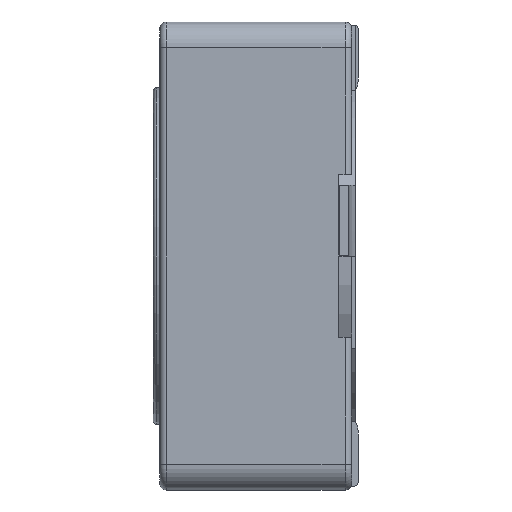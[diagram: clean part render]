
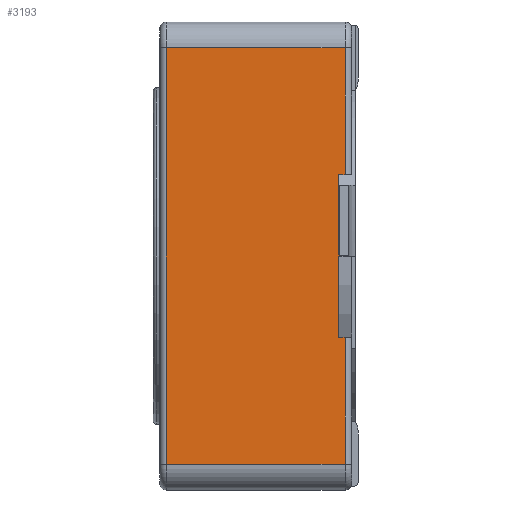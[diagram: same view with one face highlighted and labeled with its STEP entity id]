
A CAD part, left-side view. The second image highlights one B-rep face of the part: STEP entity #3193.
In plain terms, the highlighted planar face has unit normal (-1, 0, 0).
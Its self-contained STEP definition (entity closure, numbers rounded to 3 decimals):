
#105=PLANE($,#3407);
#186=FACE_OUTER_BOUND($,#378,.T.);
#378=EDGE_LOOP($,(#2021,#2022,#2023,#2024,#2025,#2026,#2027,#2028));
#576=LINE($,#4805,#831);
#577=LINE($,#4808,#832);
#578=LINE($,#4810,#833);
#579=LINE($,#4812,#834);
#580=LINE($,#4814,#835);
#581=LINE($,#4816,#836);
#582=LINE($,#4818,#837);
#583=LINE($,#4819,#838);
#831=VECTOR($,#3810,1.98);
#832=VECTOR($,#3813,2.79);
#833=VECTOR($,#3814,6.5);
#834=VECTOR($,#3815,2.79);
#835=VECTOR($,#3816,1.98);
#836=VECTOR($,#3817,0.1);
#837=VECTOR($,#3818,2.54);
#838=VECTOR($,#3819,0.1);
#1253=VERTEX_POINT($,#4795);
#1255=VERTEX_POINT($,#4801);
#1257=VERTEX_POINT($,#4807);
#1258=VERTEX_POINT($,#4809);
#1259=VERTEX_POINT($,#4811);
#1260=VERTEX_POINT($,#4813);
#1261=VERTEX_POINT($,#4815);
#1262=VERTEX_POINT($,#4817);
#1543=EDGE_CURVE($,#1253,#1255,#576,.T.);
#1544=EDGE_CURVE($,#1253,#1257,#577,.T.);
#1545=EDGE_CURVE($,#1258,#1257,#578,.T.);
#1546=EDGE_CURVE($,#1259,#1258,#579,.T.);
#1547=EDGE_CURVE($,#1260,#1259,#580,.T.);
#1548=EDGE_CURVE($,#1260,#1261,#581,.T.);
#1549=EDGE_CURVE($,#1261,#1262,#582,.T.);
#1550=EDGE_CURVE($,#1262,#1255,#583,.T.);
#2021=ORIENTED_EDGE($,*,*,#1543,.F.);
#2022=ORIENTED_EDGE($,*,*,#1544,.T.);
#2023=ORIENTED_EDGE($,*,*,#1545,.F.);
#2024=ORIENTED_EDGE($,*,*,#1546,.F.);
#2025=ORIENTED_EDGE($,*,*,#1547,.F.);
#2026=ORIENTED_EDGE($,*,*,#1548,.T.);
#2027=ORIENTED_EDGE($,*,*,#1549,.T.);
#2028=ORIENTED_EDGE($,*,*,#1550,.T.);
#3193=ADVANCED_FACE($,(#186),#105,.T.);
#3407=AXIS2_PLACEMENT_3D($,#4806,#3811,#3812);
#3810=DIRECTION($,(0.,0.,-1.));
#3811=DIRECTION('center_axis',(-1.,0.,0.));
#3812=DIRECTION('ref_axis',(0.,0.,1.));
#3813=DIRECTION($,(0.,1.,0.));
#3814=DIRECTION($,(0.,0.,1.));
#3815=DIRECTION($,(0.,1.,0.));
#3816=DIRECTION($,(0.,0.,-1.));
#3817=DIRECTION($,(0.,1.,0.));
#3818=DIRECTION($,(0.,0.,1.));
#3819=DIRECTION($,(0.,-1.,0.));
#4795=CARTESIAN_POINT('',(-3.65,0.1,3.25));
#4801=CARTESIAN_POINT('',(-3.65,0.1,1.27));
#4805=CARTESIAN_POINT($,(-3.65,0.1,-1.625));
#4806=CARTESIAN_POINT('Origin',(-3.65,0.,-3.25));
#4807=CARTESIAN_POINT('',(-3.65,2.89,3.25));
#4808=CARTESIAN_POINT($,(-3.65,0.,3.25));
#4809=CARTESIAN_POINT('',(-3.65,2.89,-3.25));
#4810=CARTESIAN_POINT($,(-3.65,2.89,-1.625));
#4811=CARTESIAN_POINT('',(-3.65,0.1,-3.25));
#4812=CARTESIAN_POINT($,(-3.65,0.,-3.25));
#4813=CARTESIAN_POINT('',(-3.65,0.1,-1.27));
#4814=CARTESIAN_POINT($,(-3.65,0.1,-1.625));
#4815=CARTESIAN_POINT('',(-3.65,0.2,-1.27));
#4816=CARTESIAN_POINT($,(-3.65,0.,-1.27));
#4817=CARTESIAN_POINT('',(-3.65,0.2,1.27));
#4818=CARTESIAN_POINT($,(-3.65,0.2,-1.625));
#4819=CARTESIAN_POINT($,(-3.65,0.,1.27));
